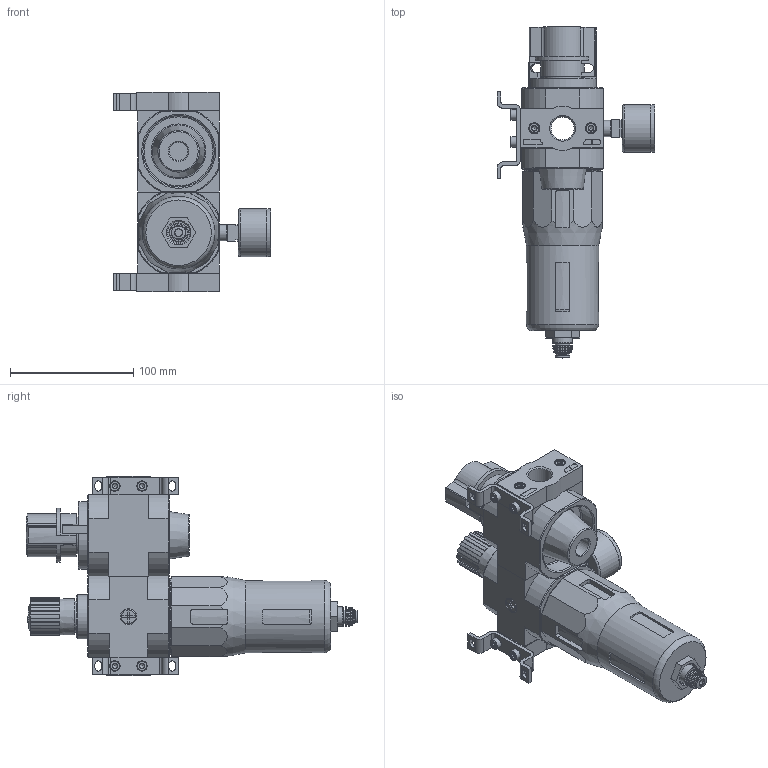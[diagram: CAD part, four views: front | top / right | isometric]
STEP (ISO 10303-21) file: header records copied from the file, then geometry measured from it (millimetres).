
FILE_DESCRIPTION(/* description */ ('STEP AP214'),/* implementation_level */ '2;1');
FILE_NAME(/* name */ '186044_LFR-1_2-D-MAXI-KC-A',/* time_stamp */ '2024-09-03T18:19:24+02:00',/* author */ ('License CC BY-ND 4.0'),/* organization */ ('CADENAS'),/* preprocessor_version */ 'ST-DEVELOPER v19.3',/* originating_system */ 'PARTsolutions',/* authorisation */ ' ');
FILE_SCHEMA (('AUTOMOTIVE_DESIGN {1 0 10303 214 3 1 1}'));
Length unit declared in the file: millimetre
Products named in the file (12): 186044 LFR-1/2-D-MAXI-KC-A; 680243 PBL-1/2-D-MAXI-L---(1) p1; DIN-912 - M5x20(F); 159593 HFOE-D-MIDI/MAXI-P1; DIN-912 - M5x10(F); 680244 PBL-1/2-D-MAXI-R---(0) p1; 360722 HE-MAXI; 234370 FRB-D-MAXI; 124086 LFR-D-MAXI-A--(0); 8003639 PAGN-40-16-G14; 125696 LR/LFR-D-MAXI; 526489 MS4-LFR-V
Assembly tree (19 placements, depth 2):
  186044 LFR-1/2-D-MAXI-KC-A
    680243 PBL-1/2-D-MAXI-L---(1) p1
    DIN-912 - M5x20(F)  x4
    159593 HFOE-D-MIDI/MAXI-P1  x2
    DIN-912 - M5x10(F)  x4
    680244 PBL-1/2-D-MAXI-R---(0) p1
    360722 HE-MAXI
    234370 FRB-D-MAXI  x2
    124086 LFR-D-MAXI-A--(0)
    8003639 PAGN-40-16-G14
    125696 LR/LFR-D-MAXI
    526489 MS4-LFR-V
Bounding box: 127.95 x 269.31 x 162 mm (x, y, z)
Volume: 1062513.4 mm3; surface area: 155983.8 mm2
Topology: 19 solids, 20 shells, 1170 faces, 2821 edges, 1765 vertices
Faces by surface type: plane 641, cylinder 272, cone 188, torus 55, sphere 14
Full cylindrical faces by diameter (mm): 2 x1, 3.7 x2, 4.134 x10, 4.2 x1, 5 x10, 5.3 x4, 6 x1, 7 x2, 8 x4, 8.2 x4, 8.5 x8, 8.7 x1, 9.5 x1, 11 x2, 11.4 x1, 11.445 x2, 11.6 x1, 11.8 x1, 13.157 x2, 14.95 x1, 15.8 x1, 18 x1, 18.631 x2, 22 x1, 22.5 x1, 24.9 x1, 26.9 x1, 30 x5, 34 x2, 34.16 x1
Entity records: 32840 total; most frequent: CARTESIAN_POINT 5460, DIRECTION 4732, ORIENTED_EDGE 4312, EDGE_CURVE 2156, AXIS2_PLACEMENT_3D 1821, VERTEX_POINT 1495, FACE_BOUND 1269, EDGE_LOOP 1258
